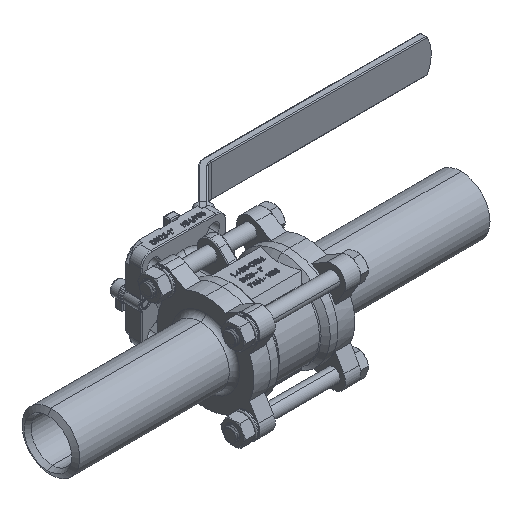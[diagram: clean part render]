
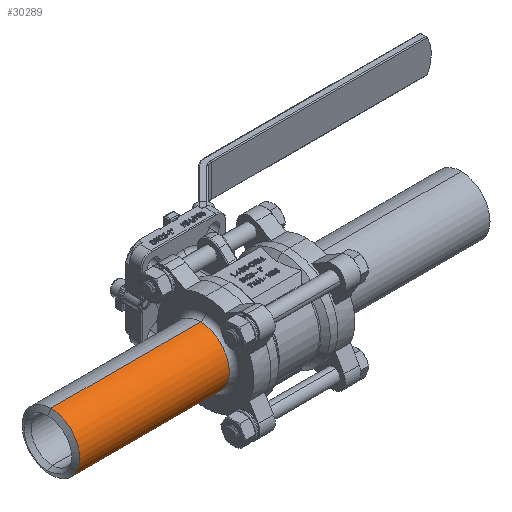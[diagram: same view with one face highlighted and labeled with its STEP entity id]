
A CAD part, isometric view. The second image highlights one B-rep face of the part: STEP entity #30289.
In plain terms, the highlighted cylindrical face has radius 17 mm (diameter 34 mm), a partial arc.
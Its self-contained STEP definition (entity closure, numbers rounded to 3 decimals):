
#139 = CARTESIAN_POINT ( 'NONE',  ( -17., 0., 0. ) ) ;
#1631 = DIRECTION ( 'NONE',  ( 1., 0., 0. ) ) ;
#1679 = DIRECTION ( 'NONE',  ( 0., 0., 1. ) ) ;
#1829 = CARTESIAN_POINT ( 'NONE',  ( 0., 0., -91.038 ) ) ;
#3934 = AXIS2_PLACEMENT_3D ( 'NONE', #1829, #1679, #1631 ) ;
#4055 = CARTESIAN_POINT ( 'NONE',  ( -17., 0., -91.038 ) ) ;
#4144 = DIRECTION ( 'NONE',  ( 0., 0., 1. ) ) ;
#6234 = VERTEX_POINT ( 'NONE', #32195 ) ;
#7588 = AXIS2_PLACEMENT_3D ( 'NONE', #23356, #4144, #51750 ) ;
#8076 = CYLINDRICAL_SURFACE ( 'NONE', #7588, 17. ) ;
#9326 = EDGE_CURVE ( 'NONE', #37396, #6234, #45003, .T. ) ;
#10268 = EDGE_CURVE ( 'NONE', #6234, #18654, #22604, .T. ) ;
#11548 = CARTESIAN_POINT ( 'NONE',  ( 17., 0., -3. ) ) ;
#11973 = CARTESIAN_POINT ( 'NONE',  ( 17., 0., 0. ) ) ;
#13820 = VECTOR ( 'NONE', #38607, 1000. ) ;
#18654 = VERTEX_POINT ( 'NONE', #11548 ) ;
#19579 = CARTESIAN_POINT ( 'NONE',  ( -17., 0., -3. ) ) ;
#20150 = EDGE_LOOP ( 'NONE', ( #47853, #57687, #46187, #52679 ) ) ;
#22604 = LINE ( 'NONE', #11973, #59119 ) ;
#23356 = CARTESIAN_POINT ( 'NONE',  ( 0., 0., 0. ) ) ;
#25073 = DIRECTION ( 'NONE',  ( 0., 0., -1. ) ) ;
#26322 = DIRECTION ( 'NONE',  ( 0., 0., 1. ) ) ;
#26678 = LINE ( 'NONE', #139, #13820 ) ;
#27116 = EDGE_CURVE ( 'NONE', #18654, #36584, #36022, .T. ) ;
#30289 = ADVANCED_FACE ( 'NONE', ( #46263 ), #8076, .T. ) ;
#32195 = CARTESIAN_POINT ( 'NONE',  ( 17., 0., -91.038 ) ) ;
#36022 = CIRCLE ( 'NONE', #40833, 17. ) ;
#36584 = VERTEX_POINT ( 'NONE', #19579 ) ;
#37396 = VERTEX_POINT ( 'NONE', #4055 ) ;
#38607 = DIRECTION ( 'NONE',  ( 0., 0., 1. ) ) ;
#40833 = AXIS2_PLACEMENT_3D ( 'NONE', #53608, #25073, #58402 ) ;
#45003 = CIRCLE ( 'NONE', #3934, 17. ) ;
#46187 = ORIENTED_EDGE ( 'NONE', *, *, #10268, .T. ) ;
#46263 = FACE_OUTER_BOUND ( 'NONE', #20150, .T. ) ;
#47853 = ORIENTED_EDGE ( 'NONE', *, *, #58724, .F. ) ;
#51750 = DIRECTION ( 'NONE',  ( 1., 0., 0. ) ) ;
#52679 = ORIENTED_EDGE ( 'NONE', *, *, #27116, .T. ) ;
#53608 = CARTESIAN_POINT ( 'NONE',  ( 0., 0., -3. ) ) ;
#57687 = ORIENTED_EDGE ( 'NONE', *, *, #9326, .T. ) ;
#58402 = DIRECTION ( 'NONE',  ( 1., 0., 0. ) ) ;
#58724 = EDGE_CURVE ( 'NONE', #37396, #36584, #26678, .T. ) ;
#59119 = VECTOR ( 'NONE', #26322, 1000. ) ;
